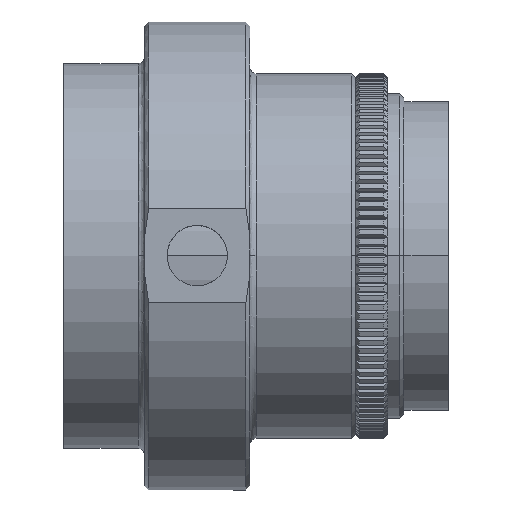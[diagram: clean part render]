
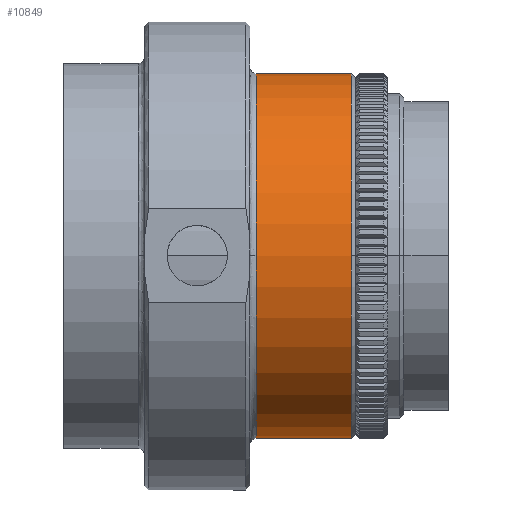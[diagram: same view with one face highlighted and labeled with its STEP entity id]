
A CAD part, top view. The second image highlights one B-rep face of the part: STEP entity #10849.
In plain terms, the highlighted cylindrical face has radius 45 mm (diameter 90 mm), a partial arc.
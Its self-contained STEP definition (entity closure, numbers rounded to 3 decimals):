
#132 = CARTESIAN_POINT ( 'NONE',  ( 243.152, 271.681, 0.595 ) ) ;
#184 = CIRCLE ( 'NONE', #15159, 45. ) ;
#626 = DIRECTION ( 'NONE',  ( -1., 0., 0. ) ) ;
#2184 = EDGE_CURVE ( 'NONE', #22982, #9723, #19419, .T. ) ;
#2751 = CARTESIAN_POINT ( 'NONE',  ( 243.152, 181.681, 0.595 ) ) ;
#3406 = EDGE_CURVE ( 'NONE', #22027, #22982, #14483, .T. ) ;
#3566 = DIRECTION ( 'NONE',  ( 0., 1., 0. ) ) ;
#3606 = CARTESIAN_POINT ( 'NONE',  ( 268.152, 226.681, 0.595 ) ) ;
#4010 = DIRECTION ( 'NONE',  ( -1., 0., 0. ) ) ;
#4026 = AXIS2_PLACEMENT_3D ( 'NONE', #9115, #21991, #3566 ) ;
#4534 = CIRCLE ( 'NONE', #10362, 45. ) ;
#4602 = DIRECTION ( 'NONE',  ( 1., 0., 0. ) ) ;
#4922 = VECTOR ( 'NONE', #4602, 1000. ) ;
#5288 = ORIENTED_EDGE ( 'NONE', *, *, #7285, .F. ) ;
#5457 = DIRECTION ( 'NONE',  ( 0., 1., 0. ) ) ;
#7282 = EDGE_LOOP ( 'NONE', ( #18862, #14896, #12127, #9843, #5288, #13502 ) ) ;
#7285 = EDGE_CURVE ( 'NONE', #16494, #9723, #21597, .T. ) ;
#7340 = CYLINDRICAL_SURFACE ( 'NONE', #4026, 45. ) ;
#8107 = AXIS2_PLACEMENT_3D ( 'NONE', #3606, #16476, #5457 ) ;
#9115 = CARTESIAN_POINT ( 'NONE',  ( 243.152, 226.681, 0.595 ) ) ;
#9173 = VERTEX_POINT ( 'NONE', #14811 ) ;
#9723 = VERTEX_POINT ( 'NONE', #15822 ) ;
#9843 = ORIENTED_EDGE ( 'NONE', *, *, #2184, .T. ) ;
#10003 = EDGE_CURVE ( 'NONE', #10143, #16494, #4534, .T. ) ;
#10081 = CARTESIAN_POINT ( 'NONE',  ( 268.152, 226.681, 45.595 ) ) ;
#10139 = CARTESIAN_POINT ( 'NONE',  ( 244.652, 226.681, 45.595 ) ) ;
#10143 = VERTEX_POINT ( 'NONE', #10139 ) ;
#10362 = AXIS2_PLACEMENT_3D ( 'NONE', #11677, #626, #13518 ) ;
#10673 = CARTESIAN_POINT ( 'NONE',  ( 268.152, 226.681, 0.595 ) ) ;
#10849 = ADVANCED_FACE ( 'NONE', ( #22041 ), #7340, .T. ) ;
#11677 = CARTESIAN_POINT ( 'NONE',  ( 244.652, 226.681, 0.595 ) ) ;
#12127 = ORIENTED_EDGE ( 'NONE', *, *, #3406, .T. ) ;
#12396 = VECTOR ( 'NONE', #13051, 1000. ) ;
#12539 = DIRECTION ( 'NONE',  ( 0., 1., 0. ) ) ;
#13051 = DIRECTION ( 'NONE',  ( 1., 0., 0. ) ) ;
#13502 = ORIENTED_EDGE ( 'NONE', *, *, #10003, .F. ) ;
#13518 = DIRECTION ( 'NONE',  ( 0., 0., -1. ) ) ;
#14483 = CIRCLE ( 'NONE', #8107, 45. ) ;
#14697 = LINE ( 'NONE', #2751, #4922 ) ;
#14811 = CARTESIAN_POINT ( 'NONE',  ( 244.652, 181.681, 0.595 ) ) ;
#14896 = ORIENTED_EDGE ( 'NONE', *, *, #23002, .T. ) ;
#15040 = CARTESIAN_POINT ( 'NONE',  ( 244.652, 226.681, 0.595 ) ) ;
#15159 = AXIS2_PLACEMENT_3D ( 'NONE', #15040, #4010, #16879 ) ;
#15822 = CARTESIAN_POINT ( 'NONE',  ( 268.152, 271.681, 0.595 ) ) ;
#15927 = AXIS2_PLACEMENT_3D ( 'NONE', #10673, #23552, #12539 ) ;
#16476 = DIRECTION ( 'NONE',  ( -1., 0., 0. ) ) ;
#16494 = VERTEX_POINT ( 'NONE', #19298 ) ;
#16879 = DIRECTION ( 'NONE',  ( 0., 0., -1. ) ) ;
#17888 = EDGE_CURVE ( 'NONE', #9173, #10143, #184, .T. ) ;
#18862 = ORIENTED_EDGE ( 'NONE', *, *, #17888, .F. ) ;
#19298 = CARTESIAN_POINT ( 'NONE',  ( 244.652, 271.681, 0.595 ) ) ;
#19419 = CIRCLE ( 'NONE', #15927, 45. ) ;
#21597 = LINE ( 'NONE', #132, #12396 ) ;
#21991 = DIRECTION ( 'NONE',  ( 1., 0., 0. ) ) ;
#22027 = VERTEX_POINT ( 'NONE', #22524 ) ;
#22041 = FACE_OUTER_BOUND ( 'NONE', #7282, .T. ) ;
#22524 = CARTESIAN_POINT ( 'NONE',  ( 268.152, 181.681, 0.595 ) ) ;
#22982 = VERTEX_POINT ( 'NONE', #10081 ) ;
#23002 = EDGE_CURVE ( 'NONE', #9173, #22027, #14697, .T. ) ;
#23552 = DIRECTION ( 'NONE',  ( -1., 0., 0. ) ) ;
